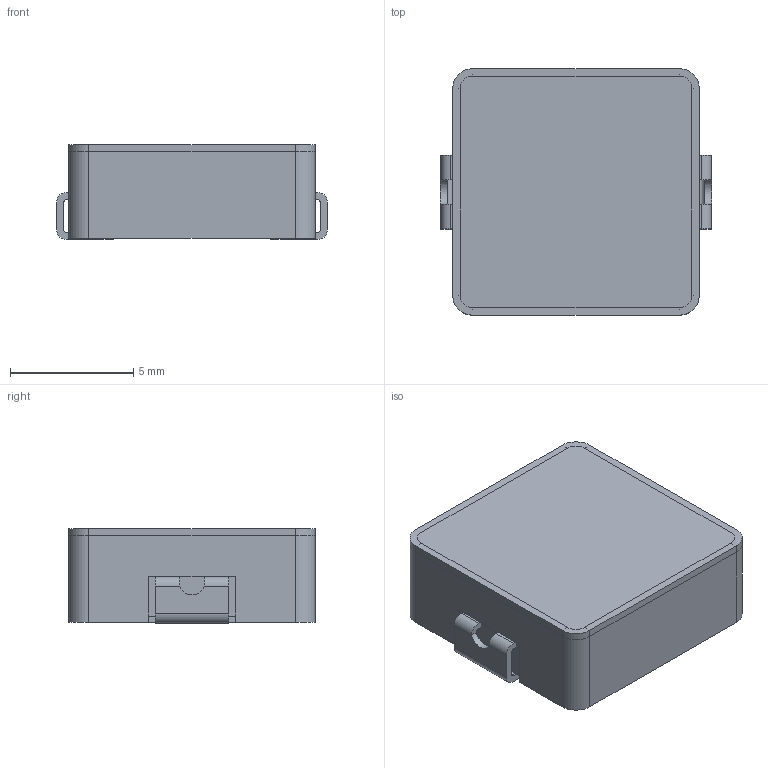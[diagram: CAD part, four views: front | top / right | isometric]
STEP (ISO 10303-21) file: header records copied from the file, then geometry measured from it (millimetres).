
FILE_DESCRIPTION(('FreeCAD Model'),'2;1');
FILE_NAME('_4437368220_cp.step', '2019-02-20T15:47:35',('kicad StepUp'),('ksu MCAD'), 'Open CASCADE STEP processor 7.3','FreeCAD','Unknown');
FILE_SCHEMA(('AUTOMOTIVE_DESIGN { 1 0 10303 214 1 1 1 1 }'));
Length unit declared in the file: millimetre
Products named in the file (1): _4437368220_cp
Bounding box: 11 x 10 x 3.85 mm (x, y, z)
Surface area: 793.4 mm2
Topology: 3 solids, 3 shells, 100 faces, 260 edges, 164 vertices
Faces by surface type: plane 70, cylinder 26, torus 4
Entity records: 3741 total; most frequent: CARTESIAN_POINT 545, ORIENTED_EDGE 520, DIRECTION 514, EDGE_CURVE 260, LINE 200, VECTOR 200, VERTEX_POINT 164, AXIS2_PLACEMENT_3D 157
